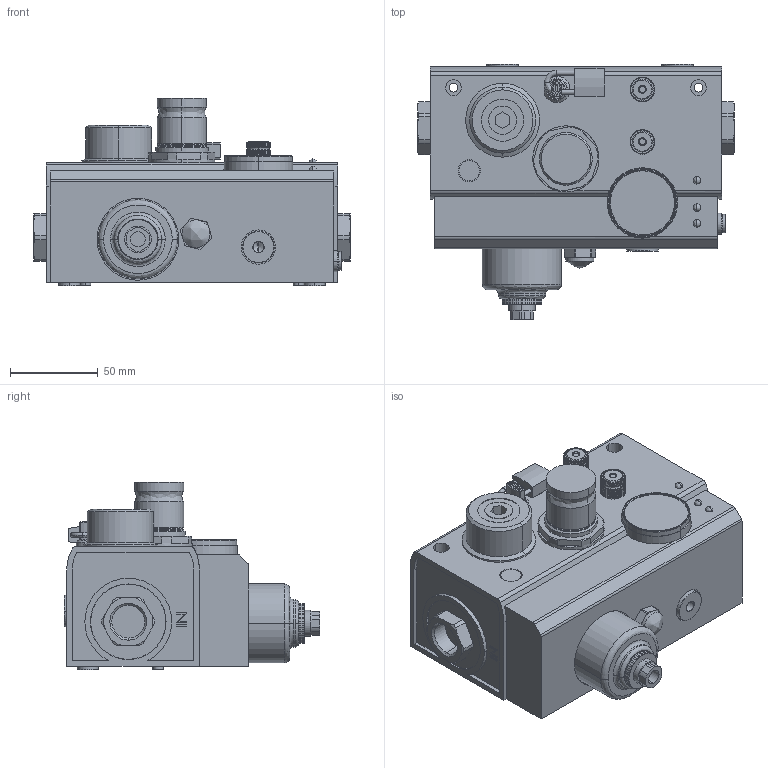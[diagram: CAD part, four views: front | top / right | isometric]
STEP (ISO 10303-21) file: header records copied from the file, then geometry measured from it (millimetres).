
FILE_DESCRIPTION (( 'STEP AP214' ), '1' );
FILE_NAME ('TAP-3000.step', '2017-04-05T19:57:42', ( '' ), ( '' ), 'SwSTEP 2.0', 'SolidWorks 2017', '' );
FILE_SCHEMA (( 'AUTOMOTIVE_DESIGN' ));
Length unit declared in the file: inch
Products named in the file (1): TAP-3000
Bounding box: 179.9 x 145.5 x 106.6 mm (x, y, z)
Volume: 1214309.9 mm3; surface area: 113843.6 mm2
Topology: 10 solids, 11 shells, 1366 faces, 3768 edges, 2446 vertices
Faces by surface type: plane 737, cylinder 355, cone 194, bspline 80
Entity records: 63086 total; most frequent: CARTESIAN_POINT 11466, ORIENTED_EDGE 7468, DIRECTION 6533, EDGE_CURVE 3734, VERTEX_POINT 2446, AXIS2_PLACEMENT_3D 2321, VECTOR 1891, LINE 1891
